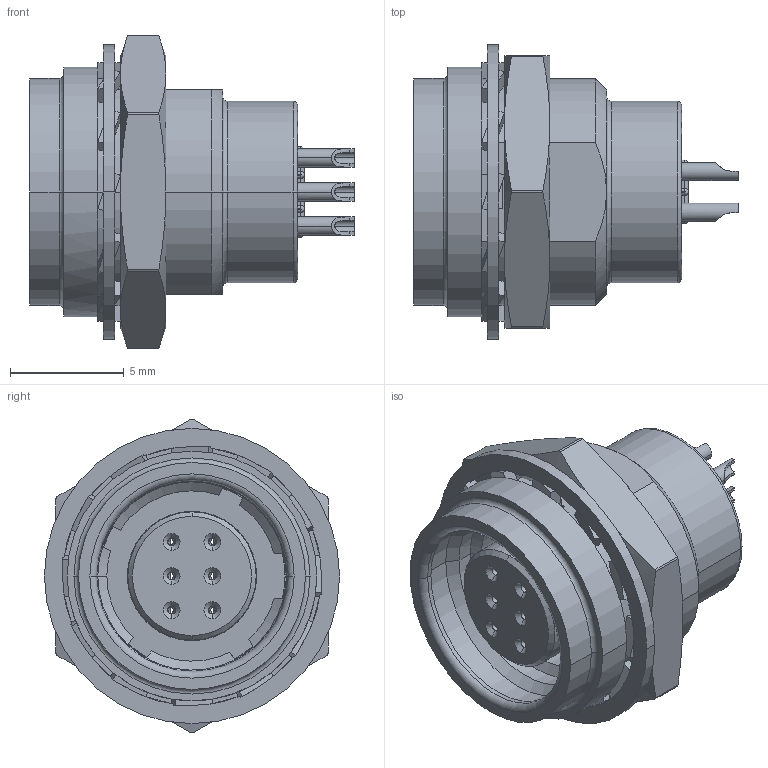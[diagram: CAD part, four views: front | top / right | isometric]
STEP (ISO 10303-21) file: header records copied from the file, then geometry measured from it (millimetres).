
FILE_DESCRIPTION(('OneSpaceDesigner STEP Export'),'2;1');
FILE_NAME('HR25A-7R-6S.stp','2007-09-28T17:36:28',(''),(''),'OneSpace Designer STEP processor for AP214 (Solid Model)','OneSpace Modeling 15.00A 14-Mar-2007 (C) CoCreate Software GmbH','');
FILE_SCHEMA(('AUTOMOTIVE_DESIGN { 1 0 10303 214 1 1 1 1 }'));
Length unit declared in the file: millimetre
Products named in the file (4): WASHER; HOUSING; NUT; HR25A-7R-6S
Assembly tree (3 placements, depth 2):
  HR25A-7R-6S
    NUT
    HOUSING
    WASHER
Bounding box: 14.3 x 13 x 13.8 mm (x, y, z)
Volume: 727.4 mm3; surface area: 1666.9 mm2
Topology: 3 solids, 3 shells, 828 faces, 2020 edges, 1200 vertices
Faces by surface type: plane 356, cylinder 314, cone 106, extrusion 24, bspline 20, torus 8
Entity records: 32200 total; most frequent: CARTESIAN_POINT 15490, ORIENTED_EDGE 4064, DIRECTION 2601, EDGE_CURVE 2020, VERTEX_POINT 1200, EDGE_LOOP 888, AXIS2_PLACEMENT_3D 887, FACE_OUTER_BOUND 828
